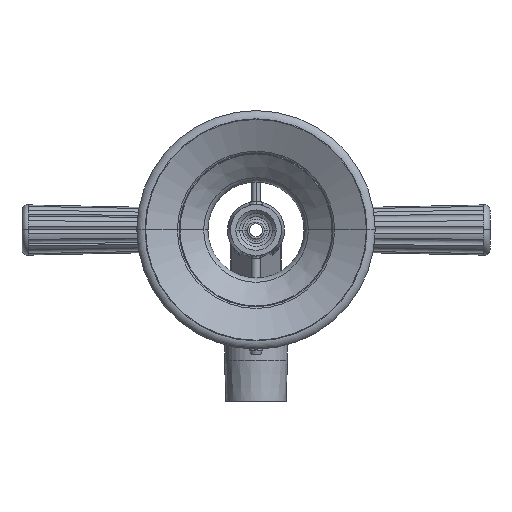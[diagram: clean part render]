
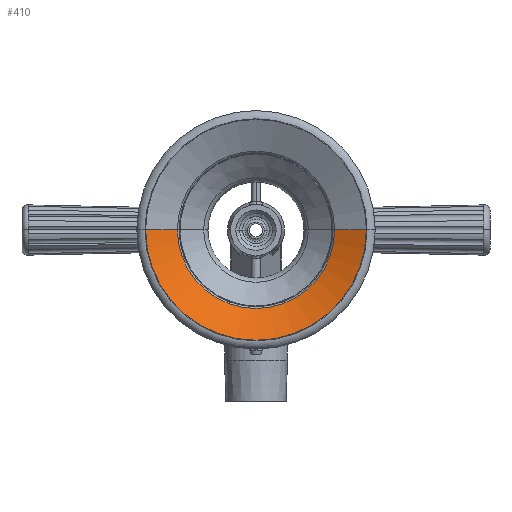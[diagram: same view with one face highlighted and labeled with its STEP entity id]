
A CAD part, top view. The second image highlights one B-rep face of the part: STEP entity #410.
In plain terms, the highlighted conical face has half-angle 64 degrees and reference radius 66.648 mm.
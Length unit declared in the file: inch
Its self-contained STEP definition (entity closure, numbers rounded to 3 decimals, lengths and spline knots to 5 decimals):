
#410 = ADVANCED_FACE ( 'NONE', ( #7447 ), #7455, .F. ) ;
#1769 = EDGE_CURVE ( 'NONE', #4409, #4410, #11683, .T. ) ;
#1790 = EDGE_CURVE ( 'NONE', #4410, #4423, #11711, .T. ) ;
#1792 = EDGE_CURVE ( 'NONE', #4409, #4427, #11714, .T. ) ;
#1848 = EDGE_CURVE ( 'NONE', #4427, #4423, #11783, .T. ) ;
#2199 = ORIENTED_EDGE ( 'NONE', *, *, #1790, .F. ) ;
#2200 = ORIENTED_EDGE ( 'NONE', *, *, #1769, .F. ) ;
#2201 = ORIENTED_EDGE ( 'NONE', *, *, #1792, .T. ) ;
#2202 = ORIENTED_EDGE ( 'NONE', *, *, #1848, .T. ) ;
#4409 = VERTEX_POINT ( 'NONE', #21272 ) ;
#4410 = VERTEX_POINT ( 'NONE', #21273 ) ;
#4423 = VERTEX_POINT ( 'NONE', #21286 ) ;
#4427 = VERTEX_POINT ( 'NONE', #21290 ) ;
#4826 = EDGE_LOOP ( 'NONE', ( #2199, #2200, #2201, #2202 ) ) ;
#7447 = FACE_OUTER_BOUND ( 'NONE', #4826, .T. ) ;
#7455 = CONICAL_SURFACE ( 'NONE', #10286, 2.62394, 1.117 ) ;
#10286 = AXIS2_PLACEMENT_3D ( 'NONE', #10580, #10578, #10576 ) ;
#10390 = AXIS2_PLACEMENT_3D ( 'NONE', #12329, #12330, #12331 ) ;
#10576 = DIRECTION ( 'NONE',  ( 1., 0., 0. ) ) ;
#10578 = DIRECTION ( 'NONE',  ( 0., 0., 1. ) ) ;
#10580 = CARTESIAN_POINT ( 'NONE',  ( 0., 0., 4. ) ) ;
#11683 = CIRCLE ( 'NONE', #10390, 1.6381 ) ;
#11711 = LINE ( 'NONE', #12394, #11713 ) ;
#11713 = VECTOR ( 'NONE', #12390, 39.37008 ) ;
#11714 = LINE ( 'NONE', #12399, #11716 ) ;
#11716 = VECTOR ( 'NONE', #12395, 39.37008 ) ;
#11783 = CIRCLE ( 'NONE', #12737, 2.29999 ) ;
#12329 = CARTESIAN_POINT ( 'NONE',  ( 0., 0., 3.51917 ) ) ;
#12330 = DIRECTION ( 'NONE',  ( 0., 0., 1. ) ) ;
#12331 = DIRECTION ( 'NONE',  ( 1., 0., 0. ) ) ;
#12390 = DIRECTION ( 'NONE',  ( -0.899, 0., 0.438 ) ) ;
#12394 = CARTESIAN_POINT ( 'NONE',  ( -2.62394, 0., 4. ) ) ;
#12395 = DIRECTION ( 'NONE',  ( 0.899, 0., 0.438 ) ) ;
#12399 = CARTESIAN_POINT ( 'NONE',  ( 2.62394, 0., 4. ) ) ;
#12580 = CARTESIAN_POINT ( 'NONE',  ( 0., 0., 3.842 ) ) ;
#12581 = DIRECTION ( 'NONE',  ( 0., 0., 1. ) ) ;
#12582 = DIRECTION ( 'NONE',  ( 1., 0., 0. ) ) ;
#12737 = AXIS2_PLACEMENT_3D ( 'NONE', #12580, #12581, #12582 ) ;
#21272 = CARTESIAN_POINT ( 'NONE',  ( 1.6381, 0., 3.51917 ) ) ;
#21273 = CARTESIAN_POINT ( 'NONE',  ( -1.6381, 0., 3.51917 ) ) ;
#21286 = CARTESIAN_POINT ( 'NONE',  ( -2.29999, 0., 3.842 ) ) ;
#21290 = CARTESIAN_POINT ( 'NONE',  ( 2.29999, 0., 3.842 ) ) ;
